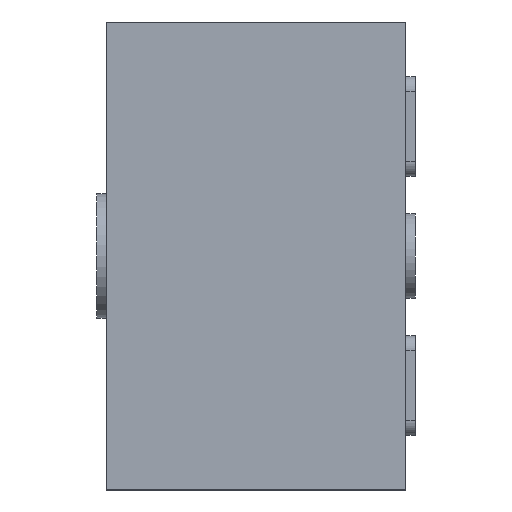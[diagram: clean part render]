
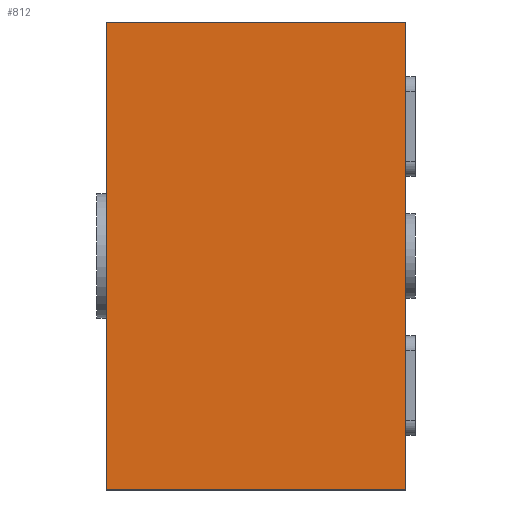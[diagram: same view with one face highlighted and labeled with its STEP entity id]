
A CAD part, left-side view. The second image highlights one B-rep face of the part: STEP entity #812.
In plain terms, the highlighted planar face has unit normal (-1, 0, 0).
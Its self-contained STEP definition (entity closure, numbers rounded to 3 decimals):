
#17 = LINE ( 'NONE', #1437, #255 ) ;
#31 = DIRECTION ( 'NONE',  ( 0., -1., 0. ) ) ;
#81 = VECTOR ( 'NONE', #2117, 1000. ) ;
#100 = EDGE_CURVE ( 'NONE', #1902, #2279, #139, .T. ) ;
#139 = LINE ( 'NONE', #1325, #2527 ) ;
#172 = ORIENTED_EDGE ( 'NONE', *, *, #1601, .F. ) ;
#255 = VECTOR ( 'NONE', #31, 1000. ) ;
#345 = EDGE_CURVE ( 'NONE', #2279, #1674, #908, .T. ) ;
#404 = FACE_OUTER_BOUND ( 'NONE', #2523, .T. ) ;
#540 = DIRECTION ( 'NONE',  ( 0., 0., 1. ) ) ;
#561 = ORIENTED_EDGE ( 'NONE', *, *, #345, .T. ) ;
#632 = DIRECTION ( 'NONE',  ( 0., 0., -1. ) ) ;
#682 = EDGE_CURVE ( 'NONE', #1902, #1545, #791, .T. ) ;
#791 = LINE ( 'NONE', #1327, #81 ) ;
#812 = ADVANCED_FACE ( 'NONE', ( #404 ), #1606, .F. ) ;
#908 = LINE ( 'NONE', #2331, #1357 ) ;
#990 = ORIENTED_EDGE ( 'NONE', *, *, #682, .F. ) ;
#1088 = CARTESIAN_POINT ( 'NONE',  ( -0.845, -0.3, 0.47 ) ) ;
#1197 = CARTESIAN_POINT ( 'NONE',  ( -0.845, 0.3, 0.47 ) ) ;
#1244 = CARTESIAN_POINT ( 'NONE',  ( -0.845, 0.3, -0.469 ) ) ;
#1325 = CARTESIAN_POINT ( 'NONE',  ( -0.845, 0.3, -0.469 ) ) ;
#1327 = CARTESIAN_POINT ( 'NONE',  ( -0.845, 0.3, 0.47 ) ) ;
#1357 = VECTOR ( 'NONE', #540, 1000. ) ;
#1413 = CARTESIAN_POINT ( 'NONE',  ( -0.845, 0.3, 0.47 ) ) ;
#1437 = CARTESIAN_POINT ( 'NONE',  ( -0.845, 0.3, 0.47 ) ) ;
#1545 = VERTEX_POINT ( 'NONE', #1413 ) ;
#1601 = EDGE_CURVE ( 'NONE', #1545, #1674, #17, .T. ) ;
#1606 = PLANE ( 'NONE',  #2308 ) ;
#1630 = DIRECTION ( 'NONE',  ( 1., 0., 0. ) ) ;
#1674 = VERTEX_POINT ( 'NONE', #1088 ) ;
#1902 = VERTEX_POINT ( 'NONE', #1244 ) ;
#2061 = ORIENTED_EDGE ( 'NONE', *, *, #100, .T. ) ;
#2117 = DIRECTION ( 'NONE',  ( 0., 0., 1. ) ) ;
#2279 = VERTEX_POINT ( 'NONE', #2323 ) ;
#2308 = AXIS2_PLACEMENT_3D ( 'NONE', #1197, #1630, #632 ) ;
#2323 = CARTESIAN_POINT ( 'NONE',  ( -0.845, -0.3, -0.469 ) ) ;
#2328 = DIRECTION ( 'NONE',  ( 0., -1., 0. ) ) ;
#2331 = CARTESIAN_POINT ( 'NONE',  ( -0.845, -0.3, 0.47 ) ) ;
#2523 = EDGE_LOOP ( 'NONE', ( #561, #172, #990, #2061 ) ) ;
#2527 = VECTOR ( 'NONE', #2328, 1000. ) ;
